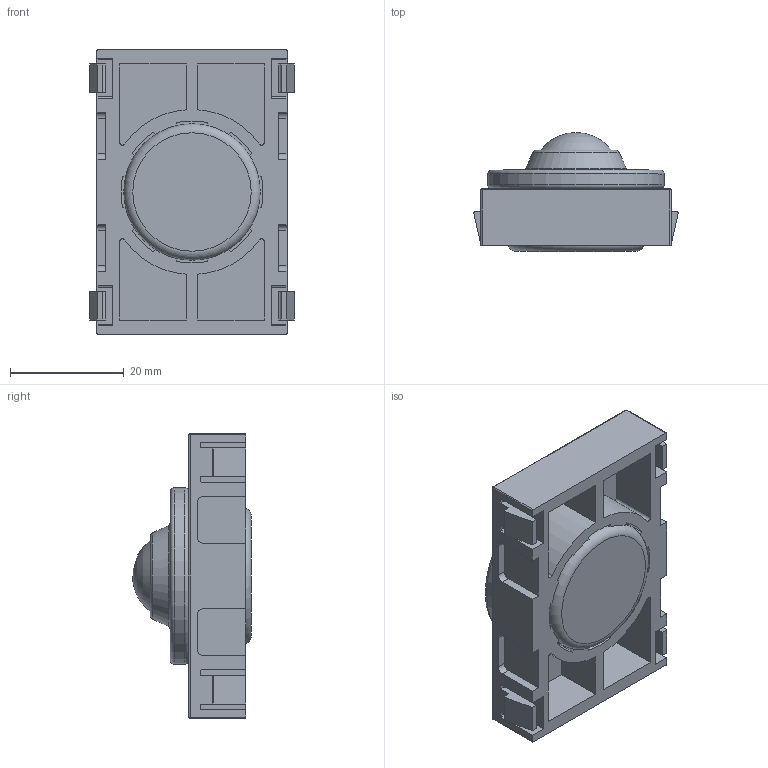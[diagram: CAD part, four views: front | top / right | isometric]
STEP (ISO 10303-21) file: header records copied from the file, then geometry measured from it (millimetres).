
FILE_DESCRIPTION(/* description */ ('STEP AP214'),/* implementation_level */ '2;1');
FILE_NAME(/* name */ '062AEQ.50',/* time_stamp */ '2023-03-15T15:42:42+01:00',/* author */ ('License CC BY-ND 4.0'),/* organization */ ('CADENAS'),/* preprocessor_version */ 'ST-DEVELOPER v19.3',/* originating_system */ 'PARTsolutions',/* authorisation */ ' ');
FILE_SCHEMA (('CONFIG_CONTROL_DESIGN','AP203_CONFIGURATION_CONTROLLED_3D_DESIGN_OF_MECHANICAL_PARTS_AND_ASSEMBLIES_MIM_LF { 1 0 10303 203 3 1 4 }','FEATURE_BASED_PROCESS_PLANNING','PROCESS_PLANNING_SCHEMA','AP242_MANAGED_MODEL_BASED_3D_ENGINEERING_MIM_LF { 1 0 10303 442 3 1 4 }','AUTOMOTIVE_DESIGN {1 0 10303 214 3 1 1}'));
Length unit declared in the file: millimetre
Products named in the file (3): 062AEQ.50; 062AEQE.50_part1; 062AEQE.50_part2
Assembly tree (2 placements, depth 2):
  062AEQ.50
    062AEQE.50_part1
    062AEQE.50_part2
Bounding box: 35.9 x 20.91 x 50 mm (x, y, z)
Volume: 15406 mm3; surface area: 9905.7 mm2
Topology: 2 solids, 2 shells, 167 faces, 459 edges, 298 vertices
Faces by surface type: plane 98, cylinder 58, sphere 5, torus 5, cone 1
Full cylindrical faces by diameter (mm): 24 x1, 31 x1
Entity records: 5367 total; most frequent: CARTESIAN_POINT 910, DIRECTION 908, ORIENTED_EDGE 888, EDGE_CURVE 444, LINE 320, VECTOR 320, VERTEX_POINT 296, AXIS2_PLACEMENT_3D 294
